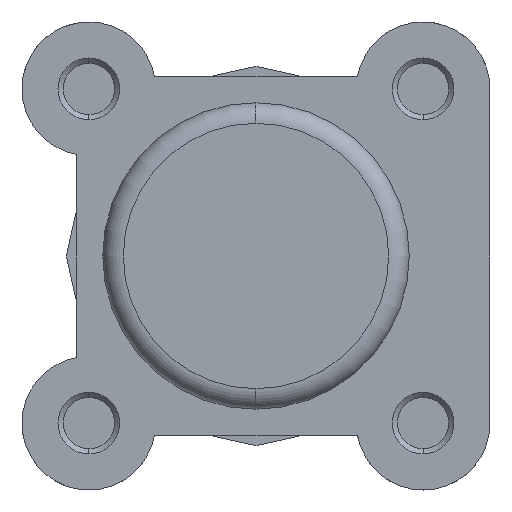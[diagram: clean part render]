
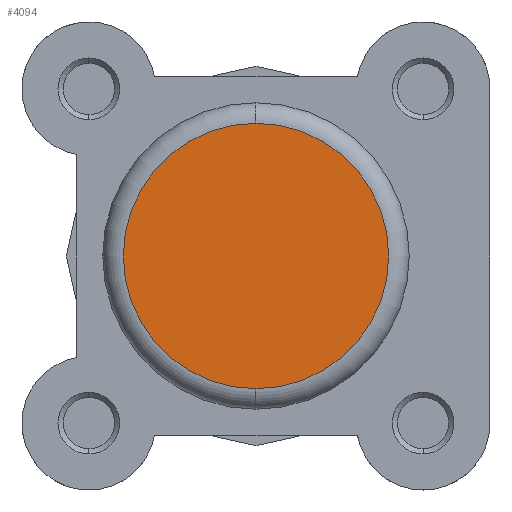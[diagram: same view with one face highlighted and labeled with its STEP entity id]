
A CAD part, left-side view. The second image highlights one B-rep face of the part: STEP entity #4094.
In plain terms, the highlighted planar face has unit normal (-1, 0, 0).
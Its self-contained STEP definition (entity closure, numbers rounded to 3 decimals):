
#496 = CARTESIAN_POINT ( 'NONE',  ( 0., 0., 0. ) ) ;
#502 = DIRECTION ( 'NONE',  ( -1., 0., 0. ) ) ;
#503 = DIRECTION ( 'NONE',  ( 0., 0., -1. ) ) ;
#1055 = EDGE_CURVE ( 'NONE', #5664, #5687, #5108, .T. ) ;
#1122 = EDGE_CURVE ( 'NONE', #5687, #5664, #5204, .T. ) ;
#1329 = AXIS2_PLACEMENT_3D ( 'NONE', #496, #502, #503 ) ;
#1367 = AXIS2_PLACEMENT_3D ( 'NONE', #3808, #1684, #1685 ) ;
#1547 = AXIS2_PLACEMENT_3D ( 'NONE', #2392, #2395, #2396 ) ;
#1684 = DIRECTION ( 'NONE',  ( -1., 0., 0. ) ) ;
#1685 = DIRECTION ( 'NONE',  ( 0., 0., -1. ) ) ;
#2392 = CARTESIAN_POINT ( 'NONE',  ( 0., 0., 0. ) ) ;
#2393 = PLANE ( 'NONE',  #1547 ) ;
#2395 = DIRECTION ( 'NONE',  ( 1., 0., 0. ) ) ;
#2396 = DIRECTION ( 'NONE',  ( 0., 0., -1. ) ) ;
#3133 = FACE_OUTER_BOUND ( 'NONE', #4560, .T. ) ;
#3808 = CARTESIAN_POINT ( 'NONE',  ( 0., 0., 0. ) ) ;
#3845 = CARTESIAN_POINT ( 'NONE',  ( 0., 0., -12.9 ) ) ;
#3868 = CARTESIAN_POINT ( 'NONE',  ( 0., 0., 12.9 ) ) ;
#4094 = ADVANCED_FACE ( 'NONE', ( #3133 ), #2393, .F. ) ;
#4421 = ORIENTED_EDGE ( 'NONE', *, *, #1122, .T. ) ;
#4422 = ORIENTED_EDGE ( 'NONE', *, *, #1055, .T. ) ;
#4560 = EDGE_LOOP ( 'NONE', ( #4422, #4421 ) ) ;
#5108 = CIRCLE ( 'NONE', #1329, 12.9 ) ;
#5204 = CIRCLE ( 'NONE', #1367, 12.9 ) ;
#5664 = VERTEX_POINT ( 'NONE', #3845 ) ;
#5687 = VERTEX_POINT ( 'NONE', #3868 ) ;
